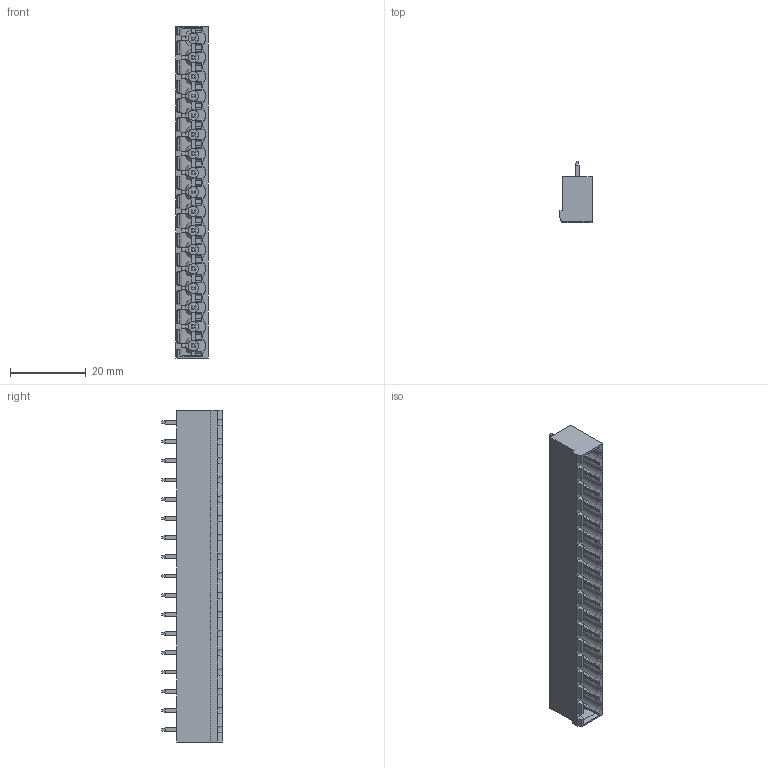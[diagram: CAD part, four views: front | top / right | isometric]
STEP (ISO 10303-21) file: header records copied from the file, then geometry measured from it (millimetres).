
FILE_DESCRIPTION((''),'2;1');
FILE_NAME('WJ2EDGVC-508-17P','2017-03-16T',('QZY'),(''),'CREO PARAMETRIC BY PTC INC, 2014440','CREO PARAMETRIC BY PTC INC, 2014440','');
FILE_SCHEMA(('CONFIG_CONTROL_DESIGN'));
Length unit declared in the file: millimetre
Products named in the file (1): WJ2EDGVC-508-17P
Bounding box: 8.5 x 16 x 87.76 mm (x, y, z)
Volume: 3390.9 mm3; surface area: 7521.4 mm2
Topology: 1 solids, 1 shells, 1418 faces, 3699 edges, 2283 vertices
Faces by surface type: plane 1230, cone 83, cylinder 71, sphere 34
Entity records: 42348 total; most frequent: CARTESIAN_POINT 7823, ORIENTED_EDGE 7330, DIRECTION 6796, EDGE_CURVE 3665, VECTOR 3174, LINE 3174, VERTEX_POINT 2283, AXIS2_PLACEMENT_3D 1811
